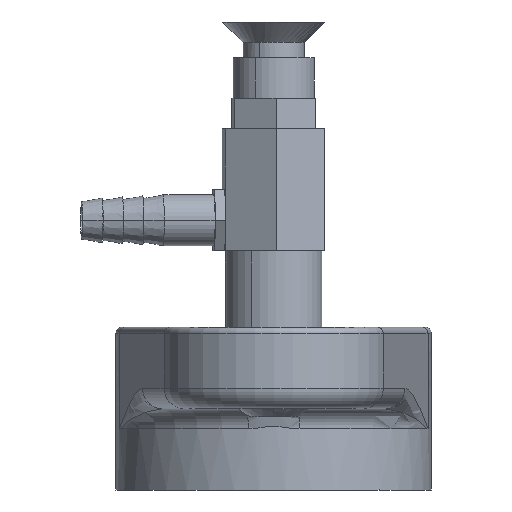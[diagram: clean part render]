
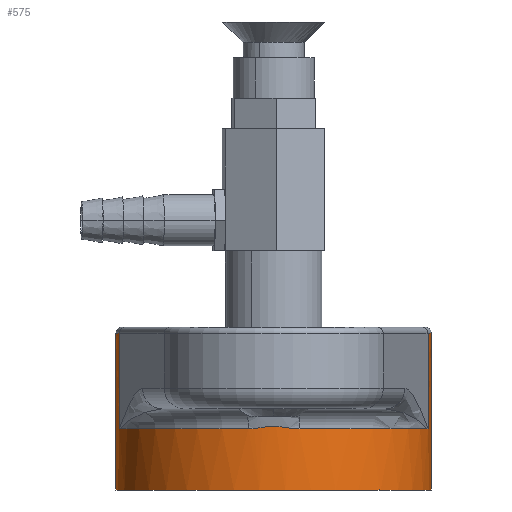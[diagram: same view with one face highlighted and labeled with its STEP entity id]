
A CAD part, front view. The second image highlights one B-rep face of the part: STEP entity #575.
In plain terms, the highlighted cylindrical face has radius 15.5 mm (diameter 31 mm), a partial arc.
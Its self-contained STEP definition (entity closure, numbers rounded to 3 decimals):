
#18 = ORIENTED_EDGE ( 'NONE', *, *, #2746, .T. ) ;
#82 = CARTESIAN_POINT ( 'NONE',  ( 0., 0., 0. ) ) ;
#229 = VERTEX_POINT ( 'NONE', #3961 ) ;
#251 = VERTEX_POINT ( 'NONE', #741 ) ;
#309 = EDGE_CURVE ( 'NONE', #4977, #229, #5478, .T. ) ;
#327 = DIRECTION ( 'NONE',  ( 0., 0., -1. ) ) ;
#391 = CYLINDRICAL_SURFACE ( 'NONE', #7712, 15.5 ) ;
#437 = ORIENTED_EDGE ( 'NONE', *, *, #5211, .T. ) ;
#496 = CARTESIAN_POINT ( 'NONE',  ( 15.5, 0., 15.4 ) ) ;
#573 = CARTESIAN_POINT ( 'NONE',  ( -1.023, -15.468, 6.175 ) ) ;
#575 = ADVANCED_FACE ( 'NONE', ( #4937 ), #391, .T. ) ;
#633 = ORIENTED_EDGE ( 'NONE', *, *, #1345, .F. ) ;
#643 = VERTEX_POINT ( 'NONE', #6963 ) ;
#719 = CARTESIAN_POINT ( 'NONE',  ( 0., 0., 0. ) ) ;
#728 = EDGE_CURVE ( 'NONE', #4672, #2881, #5175, .T. ) ;
#741 = CARTESIAN_POINT ( 'NONE',  ( -15.172, -3.17, 6. ) ) ;
#879 = DIRECTION ( 'NONE',  ( 0., 0., 1. ) ) ;
#1112 = VERTEX_POINT ( 'NONE', #6221 ) ;
#1132 = AXIS2_PLACEMENT_3D ( 'NONE', #82, #3344, #2632 ) ;
#1161 = CARTESIAN_POINT ( 'NONE',  ( 0.849, -15.478, 6.204 ) ) ;
#1167 = AXIS2_PLACEMENT_3D ( 'NONE', #3193, #4617, #1319 ) ;
#1171 = CIRCLE ( 'NONE', #2236, 15.5 ) ;
#1246 = CARTESIAN_POINT ( 'NONE',  ( 0.23, -15.5, 6.267 ) ) ;
#1266 = CIRCLE ( 'NONE', #1132, 15.5 ) ;
#1269 = DIRECTION ( 'NONE',  ( 1., 0., 0. ) ) ;
#1319 = DIRECTION ( 'NONE',  ( 1., 0., 0. ) ) ;
#1345 = EDGE_CURVE ( 'NONE', #4977, #1112, #1474, .T. ) ;
#1351 = EDGE_LOOP ( 'NONE', ( #3616, #6198, #633, #7306, #2551, #5680, #18, #437, #7929, #4533, #5242, #6502 ) ) ;
#1474 = LINE ( 'NONE', #3476, #4373 ) ;
#1684 = CARTESIAN_POINT ( 'NONE',  ( 0., 0., 16. ) ) ;
#1752 = CARTESIAN_POINT ( 'NONE',  ( 2.078, -15.366, 6. ) ) ;
#1893 = AXIS2_PLACEMENT_3D ( 'NONE', #2835, #327, #7411 ) ;
#1973 = DIRECTION ( 'NONE',  ( 0., 0., -1. ) ) ;
#2010 = VERTEX_POINT ( 'NONE', #496 ) ;
#2090 = CIRCLE ( 'NONE', #4621, 15.5 ) ;
#2236 = AXIS2_PLACEMENT_3D ( 'NONE', #2809, #5350, #5968 ) ;
#2339 = CARTESIAN_POINT ( 'NONE',  ( -2.49, -15.299, 6. ) ) ;
#2391 = VERTEX_POINT ( 'NONE', #5621 ) ;
#2417 = CARTESIAN_POINT ( 'NONE',  ( -2.49, -15.299, 6. ) ) ;
#2423 = LINE ( 'NONE', #6118, #4865 ) ;
#2492 = CARTESIAN_POINT ( 'NONE',  ( 0.437, -15.495, 6.252 ) ) ;
#2551 = ORIENTED_EDGE ( 'NONE', *, *, #6517, .T. ) ;
#2632 = DIRECTION ( 'NONE',  ( 1., 0., 0. ) ) ;
#2710 = EDGE_CURVE ( 'NONE', #2881, #4095, #1266, .T. ) ;
#2746 = EDGE_CURVE ( 'NONE', #251, #6392, #2423, .T. ) ;
#2809 = CARTESIAN_POINT ( 'NONE',  ( 0., 0., 6. ) ) ;
#2835 = CARTESIAN_POINT ( 'NONE',  ( 0., 0., 6. ) ) ;
#2875 = B_SPLINE_CURVE_WITH_KNOTS ( 'NONE', 3,
 ( #4036, #3458, #4119, #6656 ),
 .UNSPECIFIED., .F., .F.,
 ( 4, 4 ),
 ( 0., 0. ),
 .UNSPECIFIED. ) ;
#2881 = VERTEX_POINT ( 'NONE', #3196 ) ;
#3193 = CARTESIAN_POINT ( 'NONE',  ( 0., 0., 15.4 ) ) ;
#3196 = CARTESIAN_POINT ( 'NONE',  ( -15.5, 0., 0. ) ) ;
#3221 = CARTESIAN_POINT ( 'NONE',  ( 0., 0., 15.4 ) ) ;
#3317 = VECTOR ( 'NONE', #1973, 1000. ) ;
#3344 = DIRECTION ( 'NONE',  ( 0., 0., 1. ) ) ;
#3458 = CARTESIAN_POINT ( 'NONE',  ( 10.41, -11.485, 0.007 ) ) ;
#3476 = CARTESIAN_POINT ( 'NONE',  ( 15.172, -3.17, 8. ) ) ;
#3616 = ORIENTED_EDGE ( 'NONE', *, *, #4083, .F. ) ;
#3664 = CARTESIAN_POINT ( 'NONE',  ( -0.393, -15.496, 6.256 ) ) ;
#3961 = CARTESIAN_POINT ( 'NONE',  ( 2.49, -15.299, 6. ) ) ;
#4036 = CARTESIAN_POINT ( 'NONE',  ( 10.354, -11.534, 0. ) ) ;
#4083 = EDGE_CURVE ( 'NONE', #2010, #643, #7517, .T. ) ;
#4095 = VERTEX_POINT ( 'NONE', #4942 ) ;
#4119 = CARTESIAN_POINT ( 'NONE',  ( 10.465, -11.434, 0.007 ) ) ;
#4223 = DIRECTION ( 'NONE',  ( -1., 0., 0. ) ) ;
#4250 = EDGE_CURVE ( 'NONE', #2391, #643, #2090, .T. ) ;
#4276 = CARTESIAN_POINT ( 'NONE',  ( 15.5, 0., 16. ) ) ;
#4291 = CARTESIAN_POINT ( 'NONE',  ( -0.812, -15.48, 6.209 ) ) ;
#4373 = VECTOR ( 'NONE', #879, 1000. ) ;
#4438 = DIRECTION ( 'NONE',  ( 0., 0., 1. ) ) ;
#4500 = AXIS2_PLACEMENT_3D ( 'NONE', #3221, #4527, #5727 ) ;
#4527 = DIRECTION ( 'NONE',  ( 0., 0., -1. ) ) ;
#4533 = ORIENTED_EDGE ( 'NONE', *, *, #2710, .T. ) ;
#4617 = DIRECTION ( 'NONE',  ( 0., 0., -1. ) ) ;
#4621 = AXIS2_PLACEMENT_3D ( 'NONE', #719, #4438, #1269 ) ;
#4672 = VERTEX_POINT ( 'NONE', #7205 ) ;
#4760 = CIRCLE ( 'NONE', #1167, 15.5 ) ;
#4811 = EDGE_CURVE ( 'NONE', #4095, #2391, #2875, .T. ) ;
#4865 = VECTOR ( 'NONE', #7216, 1000. ) ;
#4937 = FACE_OUTER_BOUND ( 'NONE', #1351, .T. ) ;
#4942 = CARTESIAN_POINT ( 'NONE',  ( 10.354, -11.534, 0. ) ) ;
#4977 = VERTEX_POINT ( 'NONE', #5694 ) ;
#5132 = CARTESIAN_POINT ( 'NONE',  ( -15.5, 0., 16. ) ) ;
#5175 = LINE ( 'NONE', #5132, #3317 ) ;
#5211 = EDGE_CURVE ( 'NONE', #6392, #4672, #4760, .T. ) ;
#5242 = ORIENTED_EDGE ( 'NONE', *, *, #4811, .T. ) ;
#5350 = DIRECTION ( 'NONE',  ( 0., 0., -1. ) ) ;
#5416 = EDGE_CURVE ( 'NONE', #2010, #1112, #7824, .T. ) ;
#5478 = CIRCLE ( 'NONE', #1893, 15.5 ) ;
#5570 = EDGE_CURVE ( 'NONE', #7410, #251, #1171, .T. ) ;
#5621 = CARTESIAN_POINT ( 'NONE',  ( 10.52, -11.384, 0. ) ) ;
#5652 = CARTESIAN_POINT ( 'NONE',  ( 2.49, -15.299, 6. ) ) ;
#5680 = ORIENTED_EDGE ( 'NONE', *, *, #5570, .T. ) ;
#5694 = CARTESIAN_POINT ( 'NONE',  ( 15.172, -3.17, 6. ) ) ;
#5695 = CARTESIAN_POINT ( 'NONE',  ( -0.185, -15.5, 6.269 ) ) ;
#5727 = DIRECTION ( 'NONE',  ( 1., 0., 0. ) ) ;
#5968 = DIRECTION ( 'NONE',  ( -1., 0., 0. ) ) ;
#6058 = B_SPLINE_CURVE_WITH_KNOTS ( 'NONE', 3,
 ( #5652, #1752, #8165, #8197, #1161, #2492, #1246, #5695, #3664, #4291, #573, #6821, #6240, #2417 ),
 .UNSPECIFIED., .F., .F.,
 ( 4, 2, 2, 2, 2, 2, 4 ),
 ( 0., 0.001, 0.002, 0.002, 0.003, 0.004, 0.005 ),
 .UNSPECIFIED. ) ;
#6118 = CARTESIAN_POINT ( 'NONE',  ( -15.172, -3.17, 8. ) ) ;
#6198 = ORIENTED_EDGE ( 'NONE', *, *, #5416, .T. ) ;
#6221 = CARTESIAN_POINT ( 'NONE',  ( 15.172, -3.17, 15.4 ) ) ;
#6240 = CARTESIAN_POINT ( 'NONE',  ( -2.069, -15.367, 6. ) ) ;
#6392 = VERTEX_POINT ( 'NONE', #7408 ) ;
#6502 = ORIENTED_EDGE ( 'NONE', *, *, #4250, .T. ) ;
#6517 = EDGE_CURVE ( 'NONE', #229, #7410, #6058, .T. ) ;
#6656 = CARTESIAN_POINT ( 'NONE',  ( 10.52, -11.384, 0. ) ) ;
#6811 = DIRECTION ( 'NONE',  ( 0., 0., -1. ) ) ;
#6821 = CARTESIAN_POINT ( 'NONE',  ( -1.65, -15.418, 6.072 ) ) ;
#6885 = DIRECTION ( 'NONE',  ( 0., 0., -1. ) ) ;
#6963 = CARTESIAN_POINT ( 'NONE',  ( 15.5, 0., 0. ) ) ;
#7205 = CARTESIAN_POINT ( 'NONE',  ( -15.5, 0., 15.4 ) ) ;
#7216 = DIRECTION ( 'NONE',  ( 0., 0., 1. ) ) ;
#7306 = ORIENTED_EDGE ( 'NONE', *, *, #309, .T. ) ;
#7408 = CARTESIAN_POINT ( 'NONE',  ( -15.172, -3.17, 15.4 ) ) ;
#7410 = VERTEX_POINT ( 'NONE', #2339 ) ;
#7411 = DIRECTION ( 'NONE',  ( -1., 0., 0. ) ) ;
#7517 = LINE ( 'NONE', #4276, #7680 ) ;
#7680 = VECTOR ( 'NONE', #6811, 1000. ) ;
#7712 = AXIS2_PLACEMENT_3D ( 'NONE', #1684, #6885, #4223 ) ;
#7824 = CIRCLE ( 'NONE', #4500, 15.5 ) ;
#7929 = ORIENTED_EDGE ( 'NONE', *, *, #728, .T. ) ;
#8165 = CARTESIAN_POINT ( 'NONE',  ( 1.669, -15.415, 6.069 ) ) ;
#8197 = CARTESIAN_POINT ( 'NONE',  ( 1.054, -15.465, 6.17 ) ) ;
